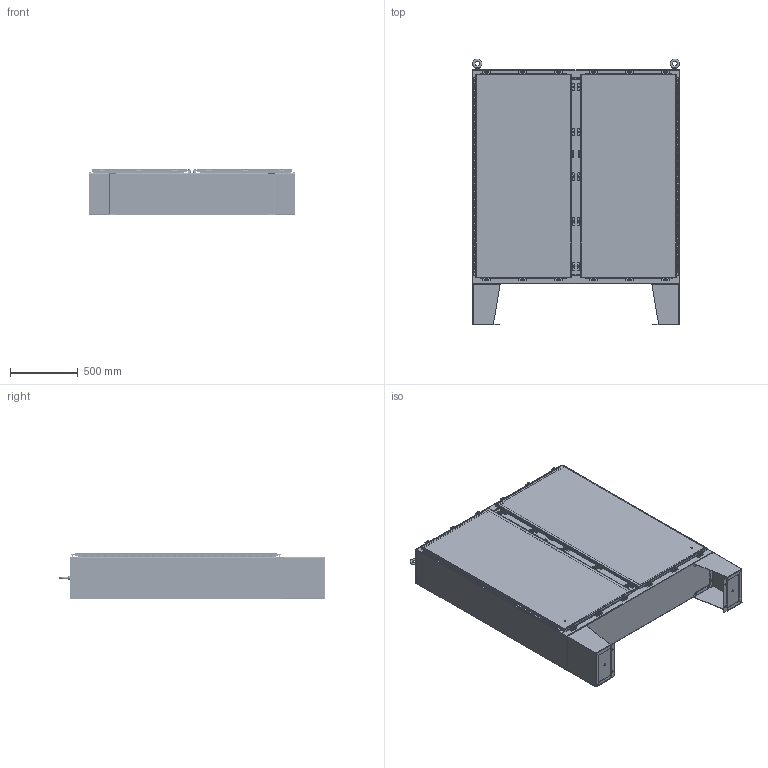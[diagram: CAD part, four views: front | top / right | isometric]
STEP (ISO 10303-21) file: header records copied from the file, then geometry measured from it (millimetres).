
FILE_DESCRIPTION(/* description */ ('SSN4D, FLAT BACK, 62X60'),/* implementation_level */ '2;1');
FILE_NAME(/* name */ 'SSN4D626012.stp',/* time_stamp */ '2015-06-17T21:52:14+05:00',/* author */ ('schinnathambi'),/* organization */ (''),/* preprocessor_version */ 'ST-DEVELOPER v15.2',/* originating_system */ 'Autodesk Inventor 2014',/* authorisation */ '');
FILE_SCHEMA (('AUTOMOTIVE_DESIGN { 1 0 10303 214 3 1 1 }'));
Length unit declared in the file: inch
Products named in the file (39): SSN4D6260FB; SSN4D6012TOP; SSN4D6012BTM; 38859; 30626; 349131; 316298; HFW3026; SSN4D6212LRS; 38846; SSFK1212LG; SSFK12B; SSFK1212; 3032; 3033; 31666; 37218; SSN4D62MLR; SSN4D6260RDR; 38714; 38627; 38626; SSN4D6260LDR; 30824-1; 30824-2; 30824-3; 30824-4; 30824; 30818; 32912; 38412; 328131T-56; 328131L-56; 328131P-56; 328131-56; 328131-56_1; SSN4D60HDS; SSN4D62VDS; SSN4D626012
Bounding box: 1527.17 x 1962.04 x 339.22 mm (x, y, z)
Volume: 21220123.9 mm3; surface area: 17461852.3 mm2
Topology: 177 solids, 177 shells, 4870 faces, 12308 edges, 7874 vertices
Faces by surface type: plane 2652, cylinder 1470, bspline 278, cone 190, torus 148, sphere 132
Full cylindrical faces by diameter (mm): 2.794 x88, 3.048 x2, 3.607 x2, 3.967 x2, 4.978 x8, 5.105 x4, 5.359 x22, 6.35 x34, 7.137 x22, 7.925 x8, 7.938 x8, 8.382 x16, 8.56 x4, 8.89 x22, 9.525 x16, 11.125 x8, 12.7 x24, 13.208 x22, 14.287 x18, 15.875 x8, 16.307 x2, 19.05 x22, 20.637 x4, 28.448 x2, 31.75 x2
Entity records: 37893 total; most frequent: CARTESIAN_POINT 8250, DIRECTION 5970, ORIENTED_EDGE 5694, EDGE_CURVE 2819, LINE 2010, VECTOR 2010, AXIS2_PLACEMENT_3D 1980, VERTEX_POINT 1814
